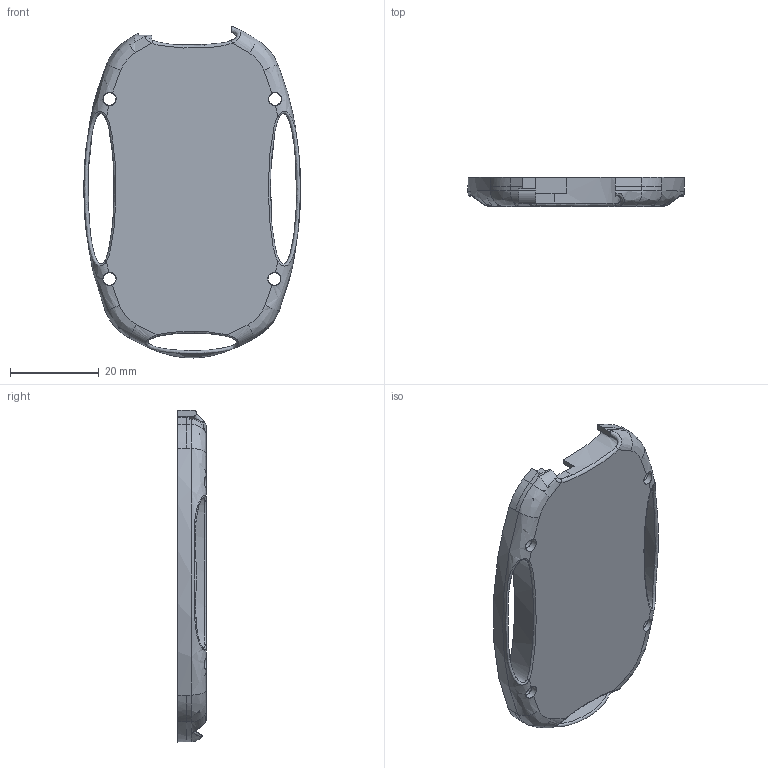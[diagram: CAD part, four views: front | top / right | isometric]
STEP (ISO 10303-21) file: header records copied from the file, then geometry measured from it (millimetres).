
FILE_DESCRIPTION(/* description */ (''),/* implementation_level */ '2;1');
FILE_NAME(/* name */ 'Cajita_abierta_bas.step',/* time_stamp */ '2022-05-11T14:46:30-04:00',/* author */ (''),/* organization */ (''),/* preprocessor_version */ 'ST-DEVELOPER v18.1',/* originating_system */ 'Autodesk Translation Framework v10.14.0.1471',/* authorisation */ '');
FILE_SCHEMA (('AUTOMOTIVE_DESIGN { 1 0 10303 214 3 1 1 }'));
Length unit declared in the file: millimetre
Products named in the file (1): Cajita_abierta_v04
Bounding box: 48.92 x 6.5 x 75 mm (x, y, z)
Volume: 5891.5 mm3; surface area: 8439.2 mm2
Topology: 1 solids, 1 shells, 102 faces, 291 edges, 189 vertices
Faces by surface type: bspline 50, plane 44, cylinder 8
Full cylindrical faces by diameter (mm): 2.8 x4, 3 x4
Entity records: 5579 total; most frequent: CARTESIAN_POINT 3229, ORIENTED_EDGE 582, DIRECTION 310, EDGE_CURVE 291, VERTEX_POINT 189, B_SPLINE_CURVE_WITH_KNOTS 129, EDGE_LOOP 120, LINE 120
